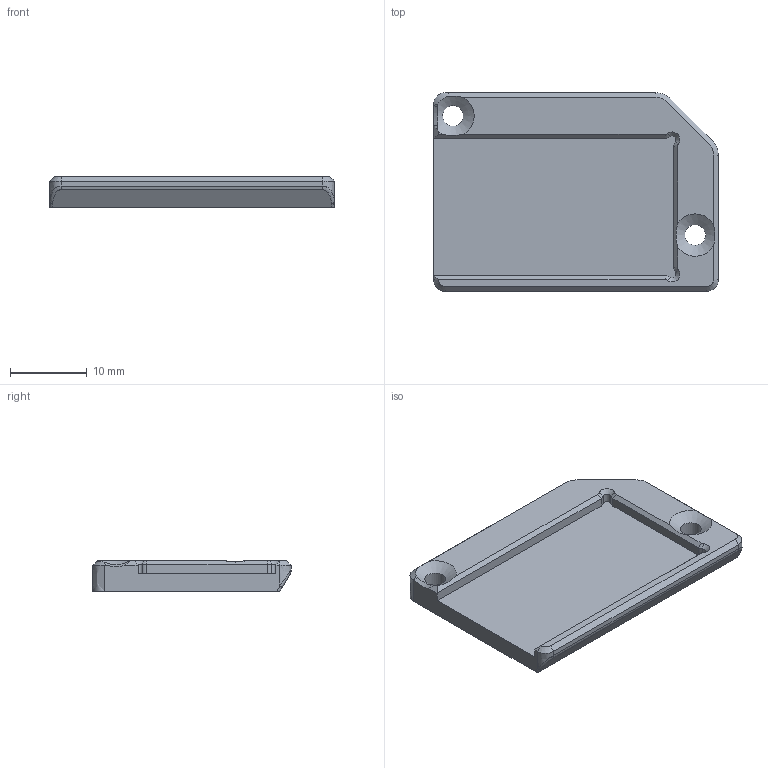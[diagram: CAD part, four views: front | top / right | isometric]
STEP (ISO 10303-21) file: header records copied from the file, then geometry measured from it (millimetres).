
FILE_DESCRIPTION(/* description */ (''),/* implementation_level */ '2;1');
FILE_NAME(/* name */ 'MiniRemoteDisplayStand.step',/* time_stamp */ '2024-07-02T18:57:12+03:00',/* author */ (''),/* organization */ (''),/* preprocessor_version */ 'ST-DEVELOPER v20',/* originating_system */ 'Autodesk Translation Framework v13.14.0.145',/* authorisation */ '');
FILE_SCHEMA (('AUTOMOTIVE_DESIGN { 1 0 10303 214 3 1 1 }'));
Length unit declared in the file: millimetre
Products named in the file (1): MiniRemoteDisplayStand
Bounding box: 37 x 25.8 x 4 mm (x, y, z)
Volume: 2605.2 mm3; surface area: 2373.7 mm2
Topology: 1 solids, 1 shells, 58 faces, 151 edges, 93 vertices
Faces by surface type: plane 24, bspline 17, cylinder 9, cone 8
Full cylindrical faces by diameter (mm): 2.7 x2
Entity records: 2607 total; most frequent: CARTESIAN_POINT 1294, ORIENTED_EDGE 302, DIRECTION 206, EDGE_CURVE 151, VERTEX_POINT 93, AXIS2_PLACEMENT_3D 70, LINE 66, VECTOR 66
